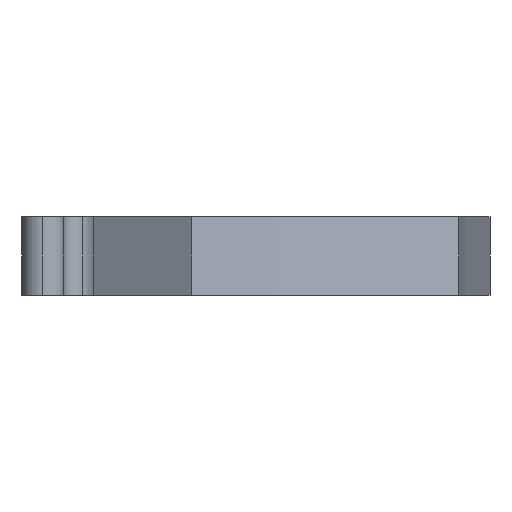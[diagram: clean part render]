
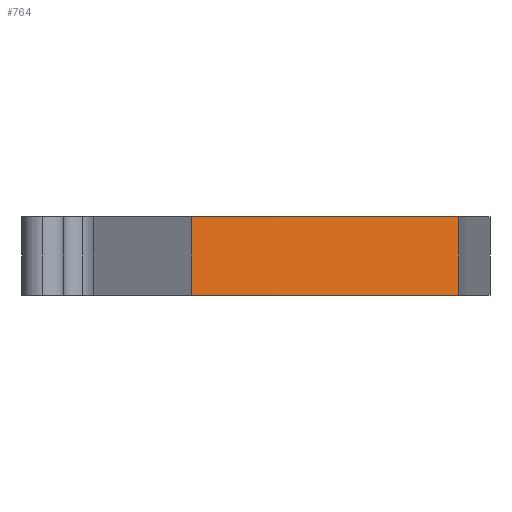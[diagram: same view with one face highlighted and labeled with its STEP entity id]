
A CAD part, left-side view. The second image highlights one B-rep face of the part: STEP entity #764.
In plain terms, the highlighted cylindrical face has radius 61.167 mm (diameter 122.335 mm), a partial arc.
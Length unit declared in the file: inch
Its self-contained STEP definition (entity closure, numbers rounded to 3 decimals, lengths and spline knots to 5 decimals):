
#143 = EDGE_CURVE ( 'NONE', #145, #214, #793, .T. ) ;
#145 = VERTEX_POINT ( 'NONE', #789 ) ;
#214 = VERTEX_POINT ( 'NONE', #909 ) ;
#233 = ORIENTED_EDGE ( 'NONE', *, *, #304, .F. ) ;
#234 = ORIENTED_EDGE ( 'NONE', *, *, #763, .T. ) ;
#263 = EDGE_LOOP ( 'NONE', ( #659, #660, #233, #234 ) ) ;
#283 = VERTEX_POINT ( 'NONE', #1036 ) ;
#304 = EDGE_CURVE ( 'NONE', #283, #305, #1154, .T. ) ;
#305 = VERTEX_POINT ( 'NONE', #1149 ) ;
#659 = ORIENTED_EDGE ( 'NONE', *, *, #143, .T. ) ;
#660 = ORIENTED_EDGE ( 'NONE', *, *, #661, .F. ) ;
#661 = EDGE_CURVE ( 'NONE', #305, #214, #1471, .T. ) ;
#763 = EDGE_CURVE ( 'NONE', #283, #145, #1509, .T. ) ;
#764 = ADVANCED_FACE ( 'NONE', ( #1501 ), #1500, .F. ) ;
#789 = CARTESIAN_POINT ( 'NONE',  ( -7.29833, -0.06391, -0.125 ) ) ;
#790 = DIRECTION ( 'NONE',  ( -1., 0., 0. ) ) ;
#791 = DIRECTION ( 'NONE',  ( 0., 0., -1. ) ) ;
#792 = AXIS2_PLACEMENT_3D ( 'NONE', #831, #791, #790 ) ;
#793 = CIRCLE ( 'NONE', #792, 2.40817 ) ;
#831 = CARTESIAN_POINT ( 'NONE',  ( -9.12372, -1.63466, -0.125 ) ) ;
#909 = CARTESIAN_POINT ( 'NONE',  ( -6.82406, -0.91992, -0.125 ) ) ;
#1036 = CARTESIAN_POINT ( 'NONE',  ( -7.29833, -0.06391, 0.125 ) ) ;
#1149 = CARTESIAN_POINT ( 'NONE',  ( -6.82406, -0.91992, 0.125 ) ) ;
#1150 = DIRECTION ( 'NONE',  ( -1., 0., 0. ) ) ;
#1151 = DIRECTION ( 'NONE',  ( 0., 0., -1. ) ) ;
#1152 = CARTESIAN_POINT ( 'NONE',  ( -9.12372, -1.63466, 0.125 ) ) ;
#1153 = AXIS2_PLACEMENT_3D ( 'NONE', #1152, #1151, #1150 ) ;
#1154 = CIRCLE ( 'NONE', #1153, 2.40817 ) ;
#1468 = DIRECTION ( 'NONE',  ( 0., 0., -1. ) ) ;
#1469 = VECTOR ( 'NONE', #1468, 39.37008 ) ;
#1470 = CARTESIAN_POINT ( 'NONE',  ( -6.82406, -0.91992, 0.125 ) ) ;
#1471 = LINE ( 'NONE', #1470, #1469 ) ;
#1496 = DIRECTION ( 'NONE',  ( -1., 0., 0. ) ) ;
#1497 = DIRECTION ( 'NONE',  ( 0., 0., -1. ) ) ;
#1498 = CARTESIAN_POINT ( 'NONE',  ( -9.12372, -1.63466, 0.125 ) ) ;
#1499 = AXIS2_PLACEMENT_3D ( 'NONE', #1498, #1497, #1496 ) ;
#1500 = CYLINDRICAL_SURFACE ( 'NONE', #1499, 2.40817 ) ;
#1501 = FACE_OUTER_BOUND ( 'NONE', #263, .T. ) ;
#1502 = DIRECTION ( 'NONE',  ( 0., 0., -1. ) ) ;
#1503 = VECTOR ( 'NONE', #1502, 39.37008 ) ;
#1504 = CARTESIAN_POINT ( 'NONE',  ( -7.29833, -0.06391, 0.125 ) ) ;
#1509 = LINE ( 'NONE', #1504, #1503 ) ;
